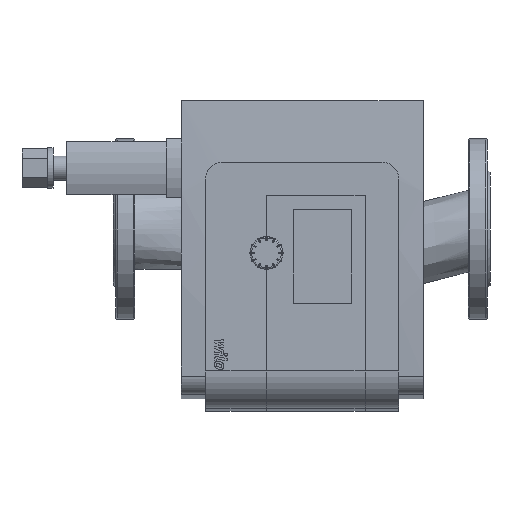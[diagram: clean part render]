
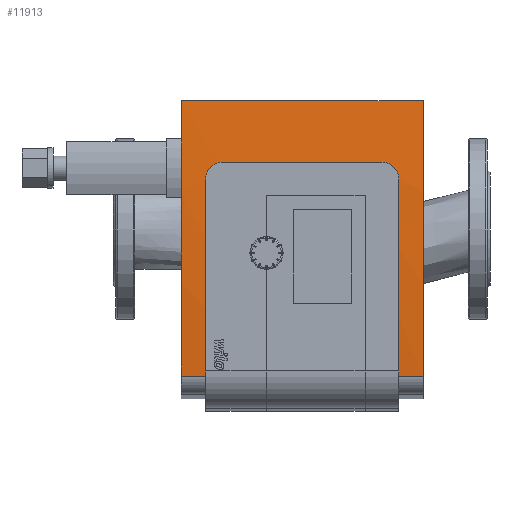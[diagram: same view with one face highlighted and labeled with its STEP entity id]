
A CAD part, front view. The second image highlights one B-rep face of the part: STEP entity #11913.
In plain terms, the highlighted cylindrical face has radius 1179.58 mm (diameter 2359.15 mm), a partial arc.
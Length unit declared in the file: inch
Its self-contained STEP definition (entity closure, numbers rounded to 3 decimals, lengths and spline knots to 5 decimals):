
#168=B_SPLINE_CURVE_WITH_KNOTS('',3,(#18974,#18975,#18976,#18977,#18978,
#18979,#18980,#18981,#18982,#18983,#18984,#18985,#18986),.UNSPECIFIED.,
 .F.,.F.,(4,3,3,3,4),(0.,0.01799,0.03051,0.05037,
0.05935),.UNSPECIFIED.);
#169=B_SPLINE_CURVE_WITH_KNOTS('',3,(#19014,#19015,#19016,#19017,#19018,
#19019,#19020,#19021,#19022,#19023,#19024,#19025,#19026,#19027,#19028,#19029),
 .UNSPECIFIED.,.F.,.F.,(4,3,3,3,3,4),(0.05934,0.06756,
0.08593,0.09743,0.11668,0.1187),
 .UNSPECIFIED.);
#592=LINE('',#19085,#1772);
#594=LINE('',#19088,#1774);
#595=LINE('',#19090,#1775);
#596=LINE('',#19093,#1776);
#1772=VECTOR('',#15157,0.3937);
#1774=VECTOR('',#15161,0.3937);
#1775=VECTOR('',#15162,0.3937);
#1776=VECTOR('',#15165,0.3937);
#2737=CYLINDRICAL_SURFACE('',#12989,46.44003);
#3189=FACE_OUTER_BOUND('',#3890,.T.);
#3890=EDGE_LOOP('',(#9103,#9104,#9105,#9106,#9107,#9108,#9109,#9110,#9111,
#9112));
#4630=CIRCLE('',#12968,46.44003);
#4632=CIRCLE('',#12973,46.44003);
#4638=CIRCLE('',#12981,46.44003);
#4641=CIRCLE('',#12990,46.44003);
#5186=VERTEX_POINT('',#18971);
#5187=VERTEX_POINT('',#18973);
#5193=VERTEX_POINT('',#18999);
#5197=VERTEX_POINT('',#19011);
#5198=VERTEX_POINT('',#19013);
#5199=VERTEX_POINT('',#19032);
#5210=VERTEX_POINT('',#19057);
#5211=VERTEX_POINT('',#19059);
#5219=VERTEX_POINT('',#19089);
#5220=VERTEX_POINT('',#19091);
#6595=EDGE_CURVE('',#5186,#5187,#168,.F.);
#6603=EDGE_CURVE('',#5186,#5193,#4630,.T.);
#6609=EDGE_CURVE('',#5197,#5198,#169,.F.);
#6611=EDGE_CURVE('',#5199,#5198,#4632,.T.);
#6624=EDGE_CURVE('',#5211,#5210,#4638,.T.);
#6637=EDGE_CURVE('',#5199,#5210,#592,.T.);
#6639=EDGE_CURVE('',#5197,#5187,#594,.T.);
#6640=EDGE_CURVE('',#5219,#5193,#595,.T.);
#6641=EDGE_CURVE('',#5219,#5220,#4641,.T.);
#6642=EDGE_CURVE('',#5220,#5211,#596,.T.);
#9103=ORIENTED_EDGE('',*,*,#6611,.T.);
#9104=ORIENTED_EDGE('',*,*,#6609,.F.);
#9105=ORIENTED_EDGE('',*,*,#6639,.T.);
#9106=ORIENTED_EDGE('',*,*,#6595,.F.);
#9107=ORIENTED_EDGE('',*,*,#6603,.T.);
#9108=ORIENTED_EDGE('',*,*,#6640,.F.);
#9109=ORIENTED_EDGE('',*,*,#6641,.T.);
#9110=ORIENTED_EDGE('',*,*,#6642,.T.);
#9111=ORIENTED_EDGE('',*,*,#6624,.T.);
#9112=ORIENTED_EDGE('',*,*,#6637,.F.);
#11913=ADVANCED_FACE('',(#3189),#2737,.T.);
#12968=AXIS2_PLACEMENT_3D('',#19001,#15093,#15094);
#12973=AXIS2_PLACEMENT_3D('',#19033,#15108,#15109);
#12981=AXIS2_PLACEMENT_3D('',#19060,#15131,#15132);
#12989=AXIS2_PLACEMENT_3D('',#19087,#15159,#15160);
#12990=AXIS2_PLACEMENT_3D('',#19092,#15163,#15164);
#15093=DIRECTION('center_axis',(1.,0.,0.));
#15094=DIRECTION('ref_axis',(0.,-0.996,0.092));
#15108=DIRECTION('center_axis',(-1.,0.,0.));
#15109=DIRECTION('ref_axis',(0.,-0.996,0.092));
#15131=DIRECTION('center_axis',(1.,0.,0.));
#15132=DIRECTION('ref_axis',(0.,-0.996,-0.092));
#15157=DIRECTION('',(-1.,0.,0.));
#15159=DIRECTION('center_axis',(1.,0.,0.));
#15160=DIRECTION('ref_axis',(0.,-0.996,0.092));
#15161=DIRECTION('',(1.,0.,0.));
#15162=DIRECTION('',(-1.,0.,0.));
#15163=DIRECTION('center_axis',(-1.,0.,0.));
#15164=DIRECTION('ref_axis',(0.,-0.996,0.092));
#15165=DIRECTION('',(-1.,0.,0.));
#18971=CARTESIAN_POINT('',(136.97973,-129.43977,1.47638));
#18973=CARTESIAN_POINT('',(136.58603,-129.42106,1.87008));
#18974=CARTESIAN_POINT('Ctrl Pts',(136.58603,-129.42106,1.87008));
#18975=CARTESIAN_POINT('Ctrl Pts',(136.64601,-129.42106,1.87008));
#18976=CARTESIAN_POINT('Ctrl Pts',(136.71068,-129.42184,1.85519));
#18977=CARTESIAN_POINT('Ctrl Pts',(136.76712,-129.42333,1.82596));
#18978=CARTESIAN_POINT('Ctrl Pts',(136.80638,-129.42436,1.80562));
#18979=CARTESIAN_POINT('Ctrl Pts',(136.84131,-129.4257,1.77903));
#18980=CARTESIAN_POINT('Ctrl Pts',(136.87038,-129.42719,1.74868));
#18981=CARTESIAN_POINT('Ctrl Pts',(136.91647,-129.42955,1.70054));
#18982=CARTESIAN_POINT('Ctrl Pts',(136.95268,-129.43265,1.63583));
#18983=CARTESIAN_POINT('Ctrl Pts',(136.96891,-129.43571,1.56805));
#18984=CARTESIAN_POINT('Ctrl Pts',(136.97625,-129.4371,1.53738));
#18985=CARTESIAN_POINT('Ctrl Pts',(136.97973,-129.43845,1.50689));
#18986=CARTESIAN_POINT('Ctrl Pts',(136.97973,-129.43977,1.47638));
#18999=CARTESIAN_POINT('',(136.97973,-129.33102,-4.28752));
#19001=CARTESIAN_POINT('Origin',(136.97973,-83.04316,-0.53123));
#19011=CARTESIAN_POINT('',(131.901,-129.42106,1.87008));
#19013=CARTESIAN_POINT('',(131.5073,-129.43977,1.47638));
#19014=CARTESIAN_POINT('Ctrl Pts',(131.5073,-129.43977,1.47638));
#19015=CARTESIAN_POINT('Ctrl Pts',(131.5073,-129.43856,1.50428));
#19016=CARTESIAN_POINT('Ctrl Pts',(131.51022,-129.43733,1.53221));
#19017=CARTESIAN_POINT('Ctrl Pts',(131.51635,-129.43606,1.56032));
#19018=CARTESIAN_POINT('Ctrl Pts',(131.53006,-129.43323,1.62311));
#19019=CARTESIAN_POINT('Ctrl Pts',(131.56066,-129.43035,1.68396));
#19020=CARTESIAN_POINT('Ctrl Pts',(131.60129,-129.42802,1.73166));
#19021=CARTESIAN_POINT('Ctrl Pts',(131.62675,-129.42656,1.76155));
#19022=CARTESIAN_POINT('Ctrl Pts',(131.65588,-129.42529,1.78709));
#19023=CARTESIAN_POINT('Ctrl Pts',(131.68992,-129.4242,1.80871));
#19024=CARTESIAN_POINT('Ctrl Pts',(131.74687,-129.42237,1.84488));
#19025=CARTESIAN_POINT('Ctrl Pts',(131.81542,-129.42127,1.86616));
#19026=CARTESIAN_POINT('Ctrl Pts',(131.88056,-129.42109,1.86954));
#19027=CARTESIAN_POINT('Ctrl Pts',(131.88737,-129.42107,1.8699));
#19028=CARTESIAN_POINT('Ctrl Pts',(131.89419,-129.42106,1.87008));
#19029=CARTESIAN_POINT('Ctrl Pts',(131.901,-129.42106,1.87008));
#19032=CARTESIAN_POINT('',(131.5073,-129.33102,-4.28752));
#19033=CARTESIAN_POINT('Origin',(131.5073,-83.04316,-0.53123));
#19057=CARTESIAN_POINT('',(130.7199,-129.33102,-4.28752));
#19059=CARTESIAN_POINT('',(130.7199,-129.28634,3.74015));
#19060=CARTESIAN_POINT('Origin',(130.7199,-83.04316,-0.53123));
#19085=CARTESIAN_POINT('',(134.22383,-129.33102,-4.28752));
#19087=CARTESIAN_POINT('Origin',(134.22383,-83.04316,-0.53123));
#19088=CARTESIAN_POINT('',(134.22383,-129.42106,1.87008));
#19089=CARTESIAN_POINT('',(137.76713,-129.33102,-4.28752));
#19090=CARTESIAN_POINT('',(134.22383,-129.33102,-4.28752));
#19091=CARTESIAN_POINT('',(137.76713,-129.28634,3.74015));
#19092=CARTESIAN_POINT('Origin',(137.76713,-83.04316,-0.53123));
#19093=CARTESIAN_POINT('',(134.22383,-129.28634,3.74015));
